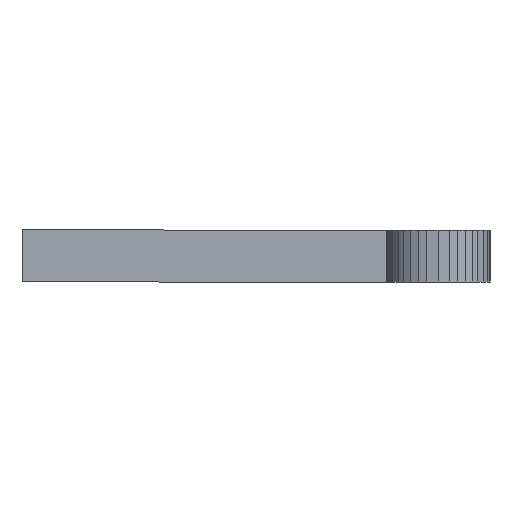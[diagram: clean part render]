
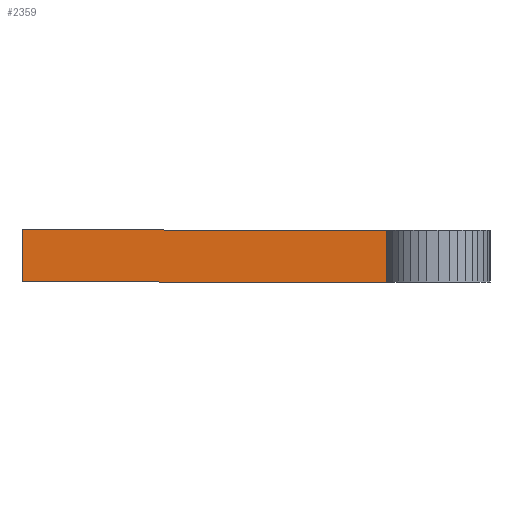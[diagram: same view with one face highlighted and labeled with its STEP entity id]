
A CAD part, left-side view. The second image highlights one B-rep face of the part: STEP entity #2359.
In plain terms, the highlighted planar face has unit normal (-1, 0, 0).
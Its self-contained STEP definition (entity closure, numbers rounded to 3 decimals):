
#129=FACE_OUTER_BOUND('',#242,.T.);
#242=EDGE_LOOP('',(#1910,#1911,#1912,#1913));
#466=LINE('',#3488,#799);
#579=LINE('',#3713,#912);
#580=LINE('',#3715,#913);
#581=LINE('',#3716,#914);
#799=VECTOR('',#2854,10.);
#912=VECTOR('',#3041,10.);
#913=VECTOR('',#3044,10.);
#914=VECTOR('',#3045,10.);
#1060=VERTEX_POINT('',#3485);
#1061=VERTEX_POINT('',#3487);
#1135=VERTEX_POINT('',#3709);
#1136=VERTEX_POINT('',#3711);
#1354=EDGE_CURVE('',#1060,#1061,#466,.T.);
#1467=EDGE_CURVE('',#1135,#1136,#579,.T.);
#1468=EDGE_CURVE('',#1060,#1135,#580,.T.);
#1469=EDGE_CURVE('',#1061,#1136,#581,.T.);
#1910=ORIENTED_EDGE('',*,*,#1468,.T.);
#1911=ORIENTED_EDGE('',*,*,#1467,.T.);
#1912=ORIENTED_EDGE('',*,*,#1469,.F.);
#1913=ORIENTED_EDGE('',*,*,#1354,.F.);
#2246=PLANE('',#2486);
#2359=ADVANCED_FACE('',(#129),#2246,.T.);
#2486=AXIS2_PLACEMENT_3D('',#3714,#3042,#3043);
#2854=DIRECTION('',(0.,0.,-1.));
#3041=DIRECTION('',(0.,0.,-1.));
#3042=DIRECTION('center_axis',(-1.,0.,0.));
#3043=DIRECTION('ref_axis',(0.,1.,0.));
#3044=DIRECTION('',(0.,1.,0.));
#3045=DIRECTION('',(0.,1.,0.));
#3485=CARTESIAN_POINT('',(22.654,-5.39,-1.894));
#3487=CARTESIAN_POINT('',(22.654,-5.39,-3.894));
#3488=CARTESIAN_POINT('',(22.654,-5.39,-1.894));
#3709=CARTESIAN_POINT('',(22.654,8.61,-1.894));
#3711=CARTESIAN_POINT('',(22.654,8.61,-3.894));
#3713=CARTESIAN_POINT('',(22.654,8.61,-1.894));
#3714=CARTESIAN_POINT('Origin',(22.654,-5.39,-1.894));
#3715=CARTESIAN_POINT('',(22.654,-5.39,-1.894));
#3716=CARTESIAN_POINT('',(22.654,-5.39,-3.894));
